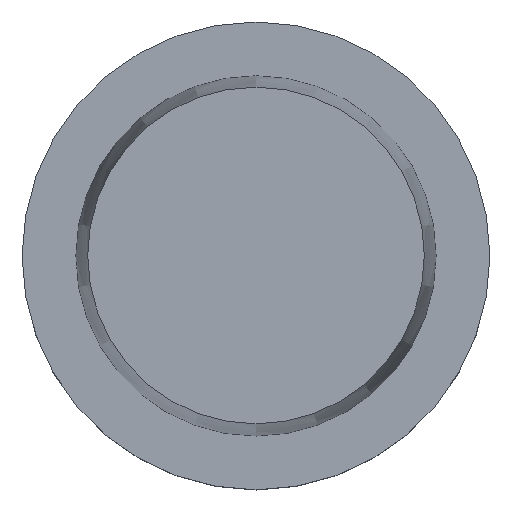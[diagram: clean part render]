
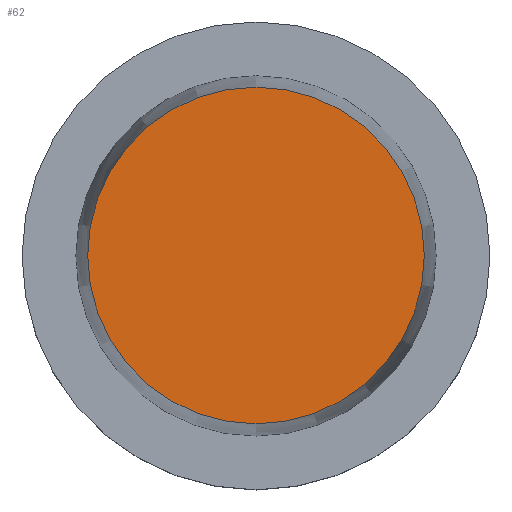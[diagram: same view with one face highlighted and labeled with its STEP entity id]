
A CAD part, top view. The second image highlights one B-rep face of the part: STEP entity #62.
In plain terms, the highlighted planar face has unit normal (0, 0, 1).
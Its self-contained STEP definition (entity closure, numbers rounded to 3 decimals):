
#62=ADVANCED_FACE('Unnamed[1]',(#166),#167,.T.);
#87=EDGE_CURVE('Unnamed[1]',#203,#203,#204,.T.);
#166=FACE_OUTER_BOUND('',#308,.T.);
#167=PLANE('',#309);
#203=VERTEX_POINT('',#354);
#204=CIRCLE('',#355,44.978);
#308=EDGE_LOOP('',(#474));
#309=AXIS2_PLACEMENT_3D('',#475,#476,#477);
#354=CARTESIAN_POINT('',(0.,44.978,63.));
#355=AXIS2_PLACEMENT_3D('',#514,#515,#516);
#474=ORIENTED_EDGE('',*,*,#87,.F.);
#475=CARTESIAN_POINT('',(0.,22.489,63.));
#476=DIRECTION('',(0.,0.,1.0));
#477=DIRECTION('',(0.,-1.0,0.));
#514=CARTESIAN_POINT('',(0.,0.,63.));
#515=DIRECTION('',(0.,0.,-1.0));
#516=DIRECTION('',(0.,1.0,0.));
